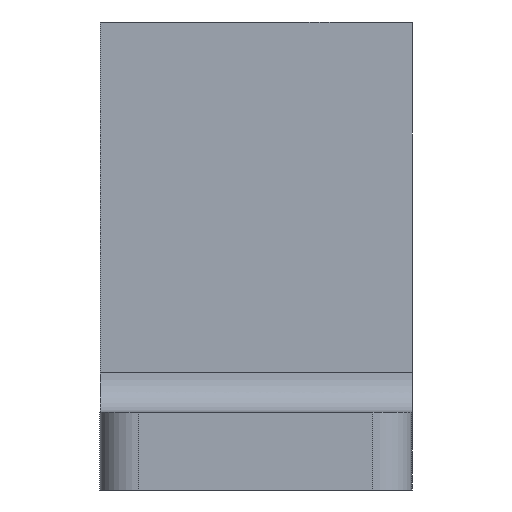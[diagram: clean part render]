
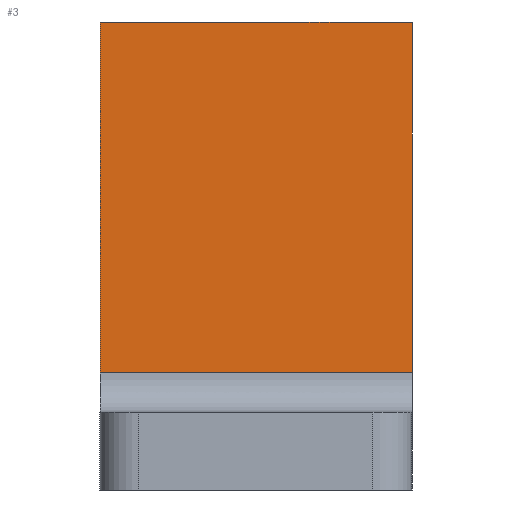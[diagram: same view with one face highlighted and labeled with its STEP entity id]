
A CAD part, left-side view. The second image highlights one B-rep face of the part: STEP entity #3.
In plain terms, the highlighted planar face has unit normal (-1, 0, 0).
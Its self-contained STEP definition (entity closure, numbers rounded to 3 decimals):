
#3 = ADVANCED_FACE ( 'NONE', ( #185 ), #317, .F. ) ;
#34 = VERTEX_POINT ( 'NONE', #745 ) ;
#40 = VERTEX_POINT ( 'NONE', #161 ) ;
#79 = DIRECTION ( 'NONE',  ( 0., -1., 0. ) ) ;
#83 = VECTOR ( 'NONE', #79, 1000. ) ;
#161 = CARTESIAN_POINT ( 'NONE',  ( 190., 40., 60. ) ) ;
#185 = FACE_OUTER_BOUND ( 'NONE', #297, .T. ) ;
#218 = DIRECTION ( 'NONE',  ( 0., -1., 0. ) ) ;
#227 = VECTOR ( 'NONE', #218, 1000. ) ;
#242 = EDGE_CURVE ( 'NONE', #40, #34, #515, .T. ) ;
#249 = ORIENTED_EDGE ( 'NONE', *, *, #559, .T. ) ;
#267 = CARTESIAN_POINT ( 'NONE',  ( 190., 0., 15. ) ) ;
#295 = EDGE_CURVE ( 'NONE', #755, #841, #785, .T. ) ;
#297 = EDGE_LOOP ( 'NONE', ( #389, #249, #505, #579 ) ) ;
#299 = VECTOR ( 'NONE', #832, 1000. ) ;
#317 = PLANE ( 'NONE',  #466 ) ;
#389 = ORIENTED_EDGE ( 'NONE', *, *, #242, .T. ) ;
#395 = CARTESIAN_POINT ( 'NONE',  ( 190., 0., 60. ) ) ;
#397 = EDGE_CURVE ( 'NONE', #40, #755, #407, .T. ) ;
#402 = CARTESIAN_POINT ( 'NONE',  ( 190., 0., 60. ) ) ;
#407 = LINE ( 'NONE', #402, #83 ) ;
#466 = AXIS2_PLACEMENT_3D ( 'NONE', #641, #702, #774 ) ;
#505 = ORIENTED_EDGE ( 'NONE', *, *, #295, .F. ) ;
#515 = LINE ( 'NONE', #842, #554 ) ;
#546 = CARTESIAN_POINT ( 'NONE',  ( 190., 0., 15. ) ) ;
#550 = CARTESIAN_POINT ( 'NONE',  ( 190., 0., 60. ) ) ;
#554 = VECTOR ( 'NONE', #636, 1000. ) ;
#559 = EDGE_CURVE ( 'NONE', #34, #841, #803, .T. ) ;
#579 = ORIENTED_EDGE ( 'NONE', *, *, #397, .F. ) ;
#636 = DIRECTION ( 'NONE',  ( 0., 0., -1. ) ) ;
#641 = CARTESIAN_POINT ( 'NONE',  ( 190., 0., 60. ) ) ;
#702 = DIRECTION ( 'NONE',  ( 1., 0., 0. ) ) ;
#745 = CARTESIAN_POINT ( 'NONE',  ( 190., 40., 15. ) ) ;
#755 = VERTEX_POINT ( 'NONE', #550 ) ;
#774 = DIRECTION ( 'NONE',  ( 0., 0., -1. ) ) ;
#785 = LINE ( 'NONE', #395, #299 ) ;
#803 = LINE ( 'NONE', #546, #227 ) ;
#832 = DIRECTION ( 'NONE',  ( 0., 0., -1. ) ) ;
#841 = VERTEX_POINT ( 'NONE', #267 ) ;
#842 = CARTESIAN_POINT ( 'NONE',  ( 190., 40., 60. ) ) ;
